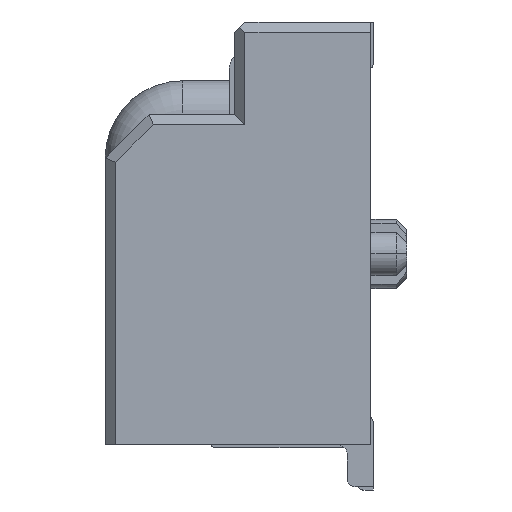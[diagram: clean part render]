
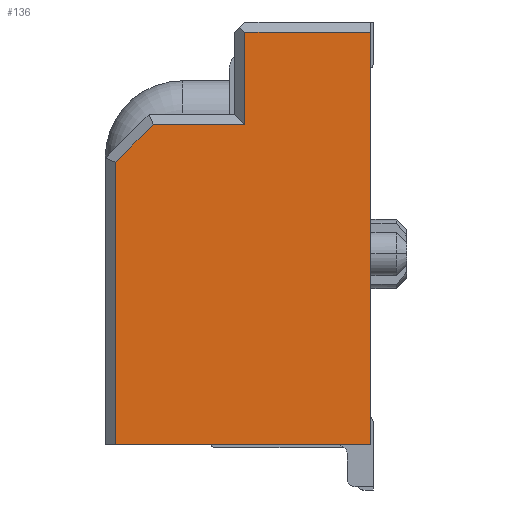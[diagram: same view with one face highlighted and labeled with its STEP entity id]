
A CAD part, left-side view. The second image highlights one B-rep face of the part: STEP entity #136.
In plain terms, the highlighted planar face has unit normal (-1, 0, 0).
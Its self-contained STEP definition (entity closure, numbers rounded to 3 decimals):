
#136=ADVANCED_FACE('',(#1219),#1220,.T.);
#1219=FACE_OUTER_BOUND('',#3209,.T.);
#1220=PLANE('',#3210);
#3209=EDGE_LOOP('',(#6124,#6125,#6126,#6127,#6128,#6129,#6130));
#3210=AXIS2_PLACEMENT_3D('',#6131,#6132,#6133);
#6124=ORIENTED_EDGE('',*,*,#14208,.T.);
#6125=ORIENTED_EDGE('',*,*,#13973,.T.);
#6126=ORIENTED_EDGE('',*,*,#14440,.T.);
#6127=ORIENTED_EDGE('',*,*,#13947,.T.);
#6128=ORIENTED_EDGE('',*,*,#13945,.T.);
#6129=ORIENTED_EDGE('',*,*,#13943,.T.);
#6130=ORIENTED_EDGE('',*,*,#14439,.T.);
#6131=CARTESIAN_POINT('',(-14.95,0.0,0.0));
#6132=DIRECTION('',(-1.0,0.0,0.0));
#6133=DIRECTION('',(0.0,0.0,1.0));
#13943=EDGE_CURVE('',#17055,#17053,#17056,.T.);
#13945=EDGE_CURVE('',#17058,#17055,#17059,.T.);
#13947=EDGE_CURVE('',#17061,#17058,#17062,.T.);
#13973=EDGE_CURVE('',#17106,#17107,#17108,.T.);
#14208=EDGE_CURVE('',#17573,#17106,#17574,.T.);
#14439=EDGE_CURVE('',#17053,#17573,#17992,.T.);
#14440=EDGE_CURVE('',#17107,#17061,#17993,.T.);
#17053=VERTEX_POINT('',#22005);
#17055=VERTEX_POINT('',#22008);
#17056=LINE('',#22009,#22010);
#17058=VERTEX_POINT('',#22013);
#17059=LINE('',#22014,#22015);
#17061=VERTEX_POINT('',#22018);
#17062=LINE('',#22019,#22020);
#17106=VERTEX_POINT('',#22089);
#17107=VERTEX_POINT('',#22090);
#17108=LINE('',#22091,#22092);
#17573=VERTEX_POINT('',#22788);
#17574=LINE('',#22789,#22790);
#17992=LINE('',#23429,#23430);
#17993=LINE('',#23431,#23432);
#22005=CARTESIAN_POINT('',(-14.95,1.75,-2.723));
#22008=CARTESIAN_POINT('',(-14.95,1.017,-1.99));
#22009=CARTESIAN_POINT('',(-14.95,1.017,-1.99));
#22010=VECTOR('',#28414,1.036);
#22013=CARTESIAN_POINT('',(-14.95,-0.76,-1.99));
#22014=CARTESIAN_POINT('',(-14.95,-0.76,-1.99));
#22015=VECTOR('',#28416,1.777);
#22018=CARTESIAN_POINT('',(-14.95,-0.76,-0.2));
#22019=CARTESIAN_POINT('',(-14.95,-0.76,-0.2));
#22020=VECTOR('',#28418,1.79);
#22089=CARTESIAN_POINT('',(-14.95,-3.2,-8.2));
#22090=CARTESIAN_POINT('',(-14.95,-3.2,-0.2));
#22091=CARTESIAN_POINT('',(-14.95,-3.2,-8.2));
#22092=VECTOR('',#28444,8.0);
#22788=CARTESIAN_POINT('',(-14.95,1.75,-8.2));
#22789=CARTESIAN_POINT('',(-14.95,1.75,-8.2));
#22790=VECTOR('',#28685,4.95);
#23429=CARTESIAN_POINT('',(-14.95,1.75,-2.723));
#23430=VECTOR('',#28934,5.477);
#23431=CARTESIAN_POINT('',(-14.95,-3.2,-0.2));
#23432=VECTOR('',#28935,2.44);
#28414=DIRECTION('',(0.0,0.707,-0.707));
#28416=DIRECTION('',(0.0,1.0,0.0));
#28418=DIRECTION('',(0.0,0.0,-1.0));
#28444=DIRECTION('',(0.0,0.0,1.0));
#28685=DIRECTION('',(0.0,-1.0,0.0));
#28934=DIRECTION('',(0.0,0.0,-1.0));
#28935=DIRECTION('',(0.0,1.0,0.0));
